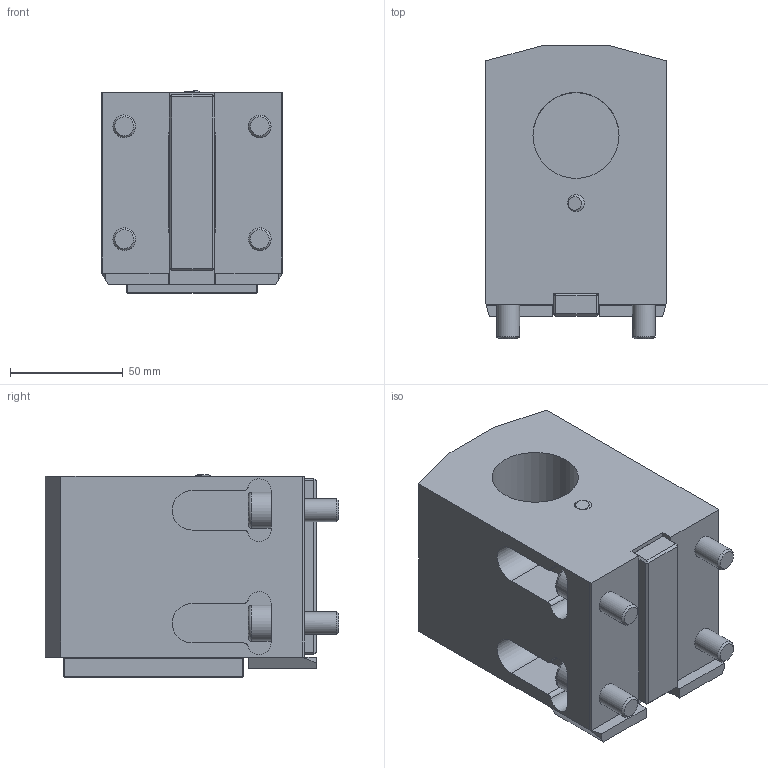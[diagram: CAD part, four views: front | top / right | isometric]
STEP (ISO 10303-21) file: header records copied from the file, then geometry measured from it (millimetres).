
FILE_DESCRIPTION (( 'STEP AP214' ), '1' );
FILE_NAME ('E10B1.5N55X75.STEP', '2025-07-24T12:38:29', ( '' ), ( '' ), 'SwSTEP 2.0', 'SolidWorks 2023', '' );
FILE_SCHEMA (( 'AUTOMOTIVE_DESIGN' ));
Length unit declared in the file: millimetre
Products named in the file (1): E10B1.5N55X75
Bounding box: 80 x 130 x 89.79 mm (x, y, z)
Volume: 648815.4 mm3; surface area: 76582.8 mm2
Topology: 1 solids, 1 shells, 434 faces, 1107 edges, 718 vertices
Faces by surface type: plane 307, cylinder 59, bspline 59, torus 4, cone 4, sphere 1
Full cylindrical faces by diameter (mm): 1.7 x1, 2.1 x1, 6.366 x1, 10 x4, 16 x4, 38.1 x1
Entity records: 19297 total; most frequent: CARTESIAN_POINT 6091, ORIENTED_EDGE 2166, DIRECTION 1845, EDGE_CURVE 1083, LINE 837, VECTOR 837, VERTEX_POINT 714, EDGE_LOOP 505
